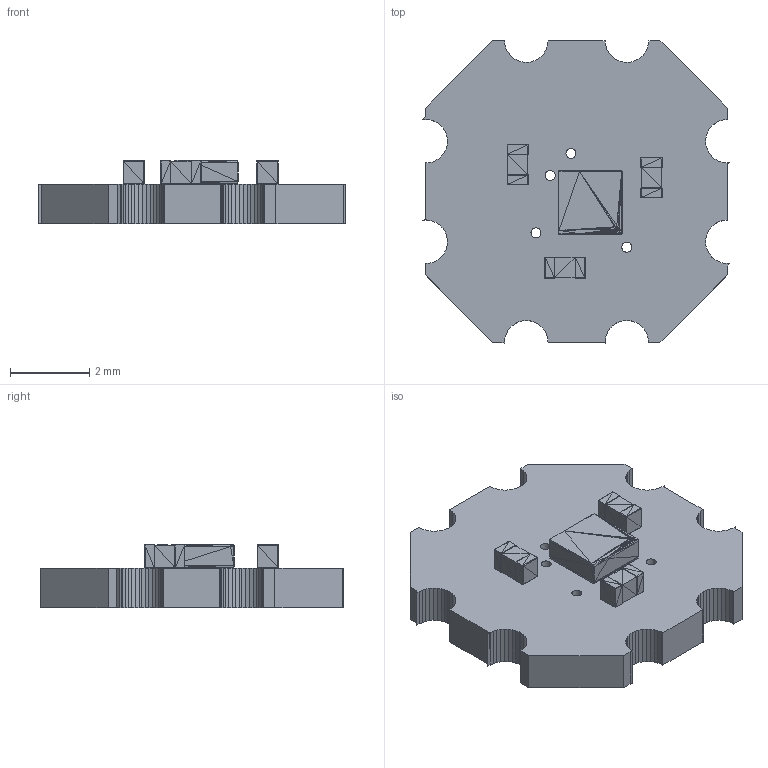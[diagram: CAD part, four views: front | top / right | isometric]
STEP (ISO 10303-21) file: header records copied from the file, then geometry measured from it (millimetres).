
FILE_DESCRIPTION(('for SolidWorks'),'2;1');
FILE_NAME('DRV2605.step','2014-08-17T03:13:21',('chris'),(''), 'Open CASCADE STEP processor 6.6','Diptrace','Unknown');
FILE_SCHEMA(('AUTOMOTIVE_DESIGN { 1 0 10303 214 1 1 1 1 }'));
Length unit declared in the file: millimetre
Products named in the file (4): PCB; Board; cap_0402; bga-9_3x3x0.5_1.6x1.6
Assembly tree (5 placements, depth 2):
  PCB
    Board
    cap_0402  x3
    bga-9_3x3x0.5_1.6x1.6
Bounding box: 7.77 x 7.64 x 1.6 mm (x, y, z)
Volume: 48.3 mm3; surface area: 150 mm2
Topology: 1 solids, 5 shells, 641 faces, 1221 edges, 590 vertices
Faces by surface type: plane 636, cylinder 5
Full cylindrical faces by diameter (mm): 0.254 x5
Entity records: 11661 total; most frequent: CARTESIAN_POINT 1710, ORIENTED_EDGE 1698, DIRECTION 1657, EDGE_CURVE 849, LINE 839, VECTOR 839, VERTEX_POINT 462, AXIS2_PLACEMENT_3D 409
